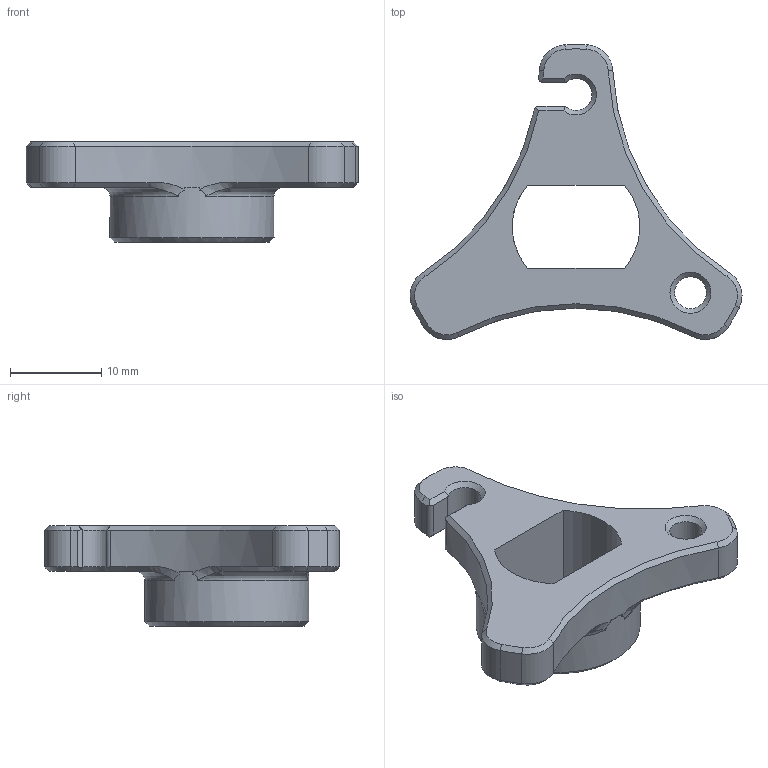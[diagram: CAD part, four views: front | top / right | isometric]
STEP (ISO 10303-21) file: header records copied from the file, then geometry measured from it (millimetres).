
FILE_DESCRIPTION(/* description */ ('Unknown'),/* implementation_level */ '2;1');
FILE_NAME(/* name */ 'wrench_freedom_1_3',/* time_stamp */ '2024-05-04T06:28:09+02:00',/* author */ ('Unknown'),/* organization */ ('Unknown'),/* preprocessor_version */ 'ST-DEVELOPER v18.102',/* originating_system */ 'Solid Edge',/* authorisation */ 'Unknown');
FILE_SCHEMA (('AUTOMOTIVE_DESIGN {1 0 10303 214 3 1 1}'));
Length unit declared in the file: millimetre
Products named in the file (1): wrench_freedom_1_3
Bounding box: 36.42 x 32.38 x 11 mm (x, y, z)
Volume: 2880.8 mm3; surface area: 2195.6 mm2
Topology: 1 solids, 1 shells, 85 faces, 211 edges, 128 vertices
Faces by surface type: cone 35, cylinder 23, plane 18, bspline 6, torus 3
Full cylindrical faces by diameter (mm): 3.5 x1, 18 x1
Entity records: 2903 total; most frequent: CARTESIAN_POINT 930, DIRECTION 414, ORIENTED_EDGE 402, EDGE_CURVE 201, AXIS2_PLACEMENT_3D 174, VERTEX_POINT 125, EDGE_LOOP 94, FACE_BOUND 94
